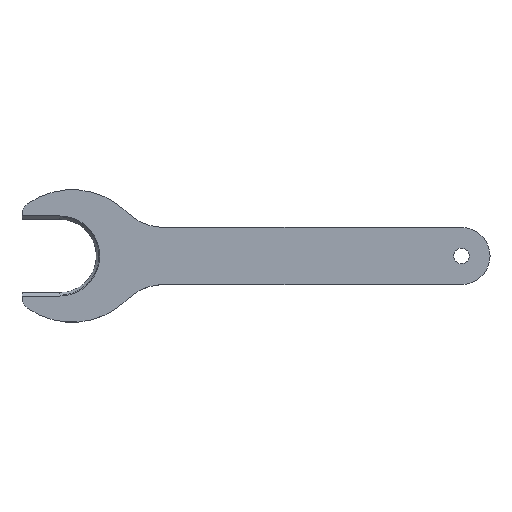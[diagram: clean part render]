
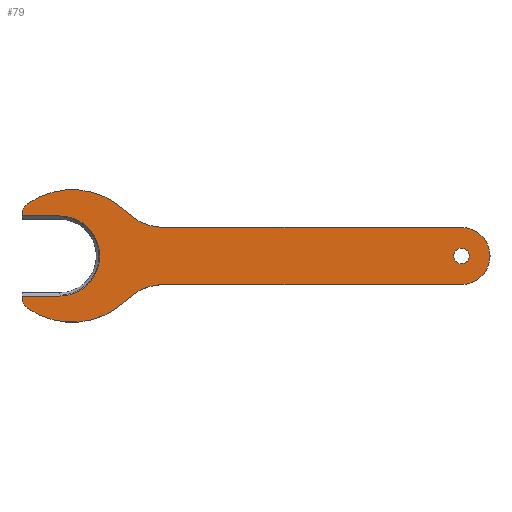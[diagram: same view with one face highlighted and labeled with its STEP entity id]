
A CAD part, top view. The second image highlights one B-rep face of the part: STEP entity #79.
In plain terms, the highlighted planar face has unit normal (0, 0, 1).
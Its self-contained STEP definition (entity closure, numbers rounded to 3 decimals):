
#79 = ADVANCED_FACE( '', ( #159, #160 ), #161, .T. );
#159 = FACE_OUTER_BOUND( '', #238, .T. );
#160 = FACE_BOUND( '', #239, .T. );
#161 = PLANE( '', #240 );
#238 = EDGE_LOOP( '', ( #392, #393, #394, #395, #396, #397, #398, #399, #400, #401, #402, #403, #404, #405 ) );
#239 = EDGE_LOOP( '', ( #406 ) );
#240 = AXIS2_PLACEMENT_3D( '', #407, #408, #409 );
#392 = ORIENTED_EDGE( '', *, *, #506, .F. );
#393 = ORIENTED_EDGE( '', *, *, #518, .T. );
#394 = ORIENTED_EDGE( '', *, *, #471, .T. );
#395 = ORIENTED_EDGE( '', *, *, #511, .T. );
#396 = ORIENTED_EDGE( '', *, *, #531, .F. );
#397 = ORIENTED_EDGE( '', *, *, #536, .T. );
#398 = ORIENTED_EDGE( '', *, *, #537, .F. );
#399 = ORIENTED_EDGE( '', *, *, #525, .F. );
#400 = ORIENTED_EDGE( '', *, *, #538, .F. );
#401 = ORIENTED_EDGE( '', *, *, #515, .F. );
#402 = ORIENTED_EDGE( '', *, *, #477, .F. );
#403 = ORIENTED_EDGE( '', *, *, #529, .F. );
#404 = ORIENTED_EDGE( '', *, *, #502, .F. );
#405 = ORIENTED_EDGE( '', *, *, #493, .T. );
#406 = ORIENTED_EDGE( '', *, *, #499, .F. );
#407 = CARTESIAN_POINT( '', ( 40.01, 31., 2. ) );
#408 = DIRECTION( '', ( 0., 0., 1. ) );
#409 = DIRECTION( '', ( 1., 0., 0. ) );
#471 = EDGE_CURVE( '', #554, #552, #555, .F. );
#477 = EDGE_CURVE( '', #563, #565, #566, .T. );
#493 = EDGE_CURVE( '', #589, #590, #591, .T. );
#499 = EDGE_CURVE( '', #600, #600, #601, .T. );
#502 = EDGE_CURVE( '', #589, #605, #606, .T. );
#506 = EDGE_CURVE( '', #609, #590, #611, .T. );
#511 = EDGE_CURVE( '', #552, #616, #619, .T. );
#515 = EDGE_CURVE( '', #565, #624, #625, .T. );
#518 = EDGE_CURVE( '', #609, #554, #628, .T. );
#525 = EDGE_CURVE( '', #637, #639, #640, .T. );
#529 = EDGE_CURVE( '', #605, #563, #644, .T. );
#531 = EDGE_CURVE( '', #646, #616, #647, .T. );
#536 = EDGE_CURVE( '', #646, #653, #654, .T. );
#537 = EDGE_CURVE( '', #639, #653, #655, .T. );
#538 = EDGE_CURVE( '', #624, #637, #656, .T. );
#552 = VERTEX_POINT( '', #671 );
#554 = VERTEX_POINT( '', #674 );
#555 = CIRCLE( '', #675, 15.4 );
#563 = VERTEX_POINT( '', #685 );
#565 = VERTEX_POINT( '', #688 );
#566 = LINE( '', #689, #690 );
#589 = VERTEX_POINT( '', #723 );
#590 = VERTEX_POINT( '', #724 );
#591 = CIRCLE( '', #725, 5. );
#600 = VERTEX_POINT( '', #736 );
#601 = CIRCLE( '', #737, 3. );
#605 = VERTEX_POINT( '', #741 );
#606 = CIRCLE( '', #742, 30. );
#609 = VERTEX_POINT( '', #746 );
#611 = LINE( '', #749, #750 );
#616 = VERTEX_POINT( '', #757 );
#619 = LINE( '', #761, #762 );
#624 = VERTEX_POINT( '', #768 );
#625 = CIRCLE( '', #769, 11. );
#628 = LINE( '', #773, #774 );
#637 = VERTEX_POINT( '', #785 );
#639 = VERTEX_POINT( '', #788 );
#640 = CIRCLE( '', #789, 20. );
#644 = CIRCLE( '', #794, 20. );
#646 = VERTEX_POINT( '', #796 );
#647 = LINE( '', #797, #798 );
#653 = VERTEX_POINT( '', #807 );
#654 = CIRCLE( '', #808, 5. );
#655 = CIRCLE( '', #809, 30. );
#656 = LINE( '', #810, #811 );
#671 = CARTESIAN_POINT( '', ( 0., -15.4, 2. ) );
#674 = CARTESIAN_POINT( '', ( 0., 15.4, 2. ) );
#675 = AXIS2_PLACEMENT_3D( '', #827, #828, #829 );
#685 = CARTESIAN_POINT( '', ( 40.01, 11., 2. ) );
#688 = CARTESIAN_POINT( '', ( 154.5, 11., 2. ) );
#689 = CARTESIAN_POINT( '', ( 40.01, 11., 2. ) );
#690 = VECTOR( '', #836, 1000. );
#723 = CARTESIAN_POINT( '', ( -12.36, 20.108, 2. ) );
#724 = CARTESIAN_POINT( '', ( -14.5, 16.006, 2. ) );
#725 = AXIS2_PLACEMENT_3D( '', #850, #851, #852 );
#736 = CARTESIAN_POINT( '', ( 157.5, 0., 2. ) );
#737 = AXIS2_PLACEMENT_3D( '', #861, #862, #863 );
#741 = CARTESIAN_POINT( '', ( 25.926, 16.8, 2. ) );
#742 = AXIS2_PLACEMENT_3D( '', #867, #868, #869 );
#746 = CARTESIAN_POINT( '', ( -14.5, 15.4, 2. ) );
#749 = CARTESIAN_POINT( '', ( -14.5, 18.468, 2. ) );
#750 = VECTOR( '', #872, 1000. );
#757 = CARTESIAN_POINT( '', ( -14.5, -15.4, 2. ) );
#761 = CARTESIAN_POINT( '', ( 40.01, -15.4, 2. ) );
#762 = VECTOR( '', #876, 1000. );
#768 = CARTESIAN_POINT( '', ( 154.5, -11., 2. ) );
#769 = AXIS2_PLACEMENT_3D( '', #881, #882, #883 );
#773 = CARTESIAN_POINT( '', ( 40.01, 15.4, 2. ) );
#774 = VECTOR( '', #885, 1000. );
#785 = CARTESIAN_POINT( '', ( 40.01, -11., 2. ) );
#788 = CARTESIAN_POINT( '', ( 25.926, -16.8, 2. ) );
#789 = AXIS2_PLACEMENT_3D( '', #892, #893, #894 );
#794 = AXIS2_PLACEMENT_3D( '', #899, #900, #901 );
#796 = CARTESIAN_POINT( '', ( -14.5, -16.006, 2. ) );
#797 = CARTESIAN_POINT( '', ( -14.5, -14.1, 2. ) );
#798 = VECTOR( '', #902, 1000. );
#807 = CARTESIAN_POINT( '', ( -12.36, -20.108, 2. ) );
#808 = AXIS2_PLACEMENT_3D( '', #906, #907, #908 );
#809 = AXIS2_PLACEMENT_3D( '', #909, #910, #911 );
#810 = CARTESIAN_POINT( '', ( 154.5, -11., 2. ) );
#811 = VECTOR( '', #912, 1000. );
#827 = CARTESIAN_POINT( '', ( 0., 0., 2. ) );
#828 = DIRECTION( '', ( 0., 0., 1. ) );
#829 = DIRECTION( '', ( 1., 0., 0. ) );
#836 = DIRECTION( '', ( 1., 0., 0. ) );
#850 = CARTESIAN_POINT( '', ( -9.5, 16.006, 2. ) );
#851 = DIRECTION( '', ( 0., 0., 1. ) );
#852 = DIRECTION( '', ( 1., 0., 0. ) );
#861 = CARTESIAN_POINT( '', ( 154.5, 0., 2. ) );
#862 = DIRECTION( '', ( 0., 0., 1. ) );
#863 = DIRECTION( '', ( 1., 0., 0. ) );
#867 = CARTESIAN_POINT( '', ( 4.8, -4.5, 2. ) );
#868 = DIRECTION( '', ( 0., 0., -1. ) );
#869 = DIRECTION( '', ( 1., 0., 0. ) );
#872 = DIRECTION( '', ( 0., 1., 0. ) );
#876 = DIRECTION( '', ( -1., 0., 0. ) );
#881 = CARTESIAN_POINT( '', ( 154.5, 0., 2. ) );
#882 = DIRECTION( '', ( 0., 0., -1. ) );
#883 = DIRECTION( '', ( -1., 0., 0. ) );
#885 = DIRECTION( '', ( 1., 0., 0. ) );
#892 = CARTESIAN_POINT( '', ( 40.01, -31., 2. ) );
#893 = DIRECTION( '', ( 0., 0., 1. ) );
#894 = DIRECTION( '', ( 1., 0., 0. ) );
#899 = CARTESIAN_POINT( '', ( 40.01, 31., 2. ) );
#900 = DIRECTION( '', ( 0., 0., 1. ) );
#901 = DIRECTION( '', ( 1., 0., 0. ) );
#902 = DIRECTION( '', ( 0., 1., 0. ) );
#906 = CARTESIAN_POINT( '', ( -9.5, -16.006, 2. ) );
#907 = DIRECTION( '', ( 0., 0., 1. ) );
#908 = DIRECTION( '', ( 1., 0., 0. ) );
#909 = CARTESIAN_POINT( '', ( 4.8, 4.5, 2. ) );
#910 = DIRECTION( '', ( 0., 0., -1. ) );
#911 = DIRECTION( '', ( 1., 0., 0. ) );
#912 = DIRECTION( '', ( -1., 0., 0. ) );
